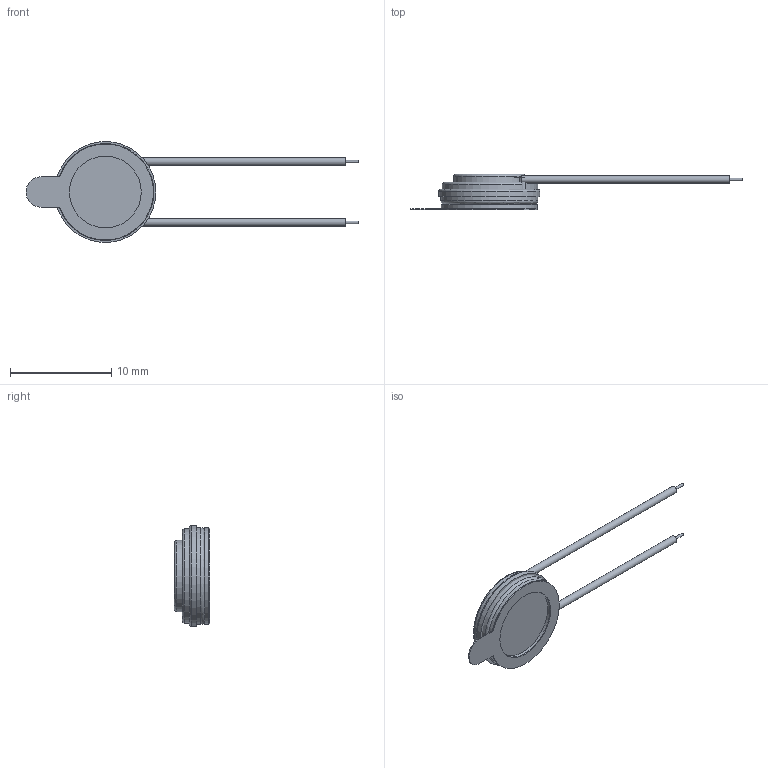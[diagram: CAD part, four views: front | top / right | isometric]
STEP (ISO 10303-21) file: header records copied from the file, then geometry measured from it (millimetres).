
FILE_DESCRIPTION (( 'STEP AP214' ), '1' );
FILE_NAME ('SPKM.10.8.A.STEP', '2022-03-30T10:29:58', ( '' ), ( '' ), 'SwSTEP 2.0', 'SolidWorks 2018', '' );
FILE_SCHEMA (( 'AUTOMOTIVE_DESIGN' ));
Length unit declared in the file: millimetre
Products named in the file (1): SPKM.10.8.A
Bounding box: 32.85 x 3.5 x 10 mm (x, y, z)
Surface area: 586.8 mm2 (no closed solid volume)
Topology: 0 solids, 8 shells, 43 faces, 95 edges, 65 vertices
Faces by surface type: cylinder 23, plane 16, torus 3, bspline 1
Full cylindrical faces by diameter (mm): 0.24 x2, 0.6 x7, 0.74 x2, 7.05 x1, 7.1 x2, 9.3 x1, 9.5 x1, 9.6 x1, 10 x1
Entity records: 1594 total; most frequent: CARTESIAN_POINT 209, DIRECTION 206, ORIENTED_EDGE 114, AXIS2_PLACEMENT_3D 95, EDGE_LOOP 81, EDGE_CURVE 70, FACE_OUTER_BOUND 65, VERTEX_POINT 62
